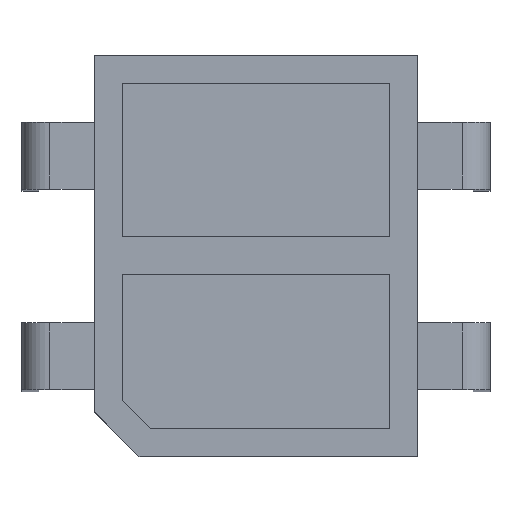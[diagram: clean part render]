
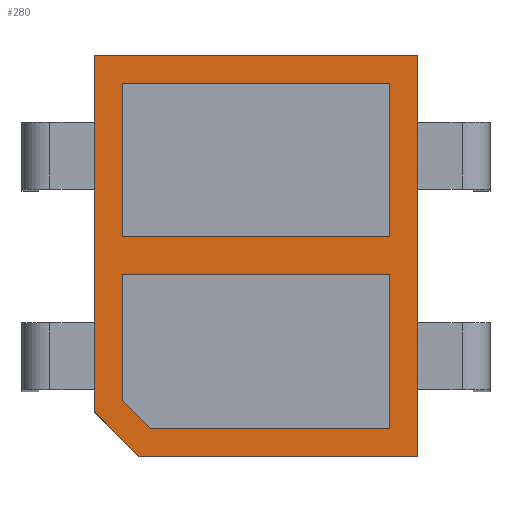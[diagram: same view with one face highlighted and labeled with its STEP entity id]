
A CAD part, top view. The second image highlights one B-rep face of the part: STEP entity #280.
In plain terms, the highlighted planar face has unit normal (0, 0, 1).
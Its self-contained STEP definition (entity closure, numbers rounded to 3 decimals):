
#60=VERTEX_POINT('NONE',#61);
#61=CARTESIAN_POINT('',(-1.45,-1.4,0.85));
#67=EDGE_CURVE('NONE',#60,#68,#70,.F.);
#68=VERTEX_POINT('NONE',#69);
#69=CARTESIAN_POINT('',(-1.45,1.8,0.85));
#70=LINE('',#71,#72);
#71=CARTESIAN_POINT('',(-1.45,-1.8,0.85));
#72=VECTOR('',#73,1.0);
#73=DIRECTION('',(0.0,-1.0,0.0));
#168=VERTEX_POINT('NONE',#169);
#169=CARTESIAN_POINT('',(1.45,1.8,0.85));
#175=EDGE_CURVE('NONE',#168,#176,#178,.F.);
#176=VERTEX_POINT('NONE',#177);
#177=CARTESIAN_POINT('',(1.45,-1.8,0.85));
#178=LINE('',#179,#180);
#179=CARTESIAN_POINT('',(1.45,-1.8,0.85));
#180=VECTOR('',#181,1.0);
#181=DIRECTION('',(0.0,1.0,0.0));
#238=EDGE_CURVE('NONE',#68,#168,#239,.F.);
#239=LINE('',#240,#241);
#240=CARTESIAN_POINT('',(-1.45,1.8,0.85));
#241=VECTOR('',#242,1.0);
#242=DIRECTION('',(-1.0,0.0,0.0));
#253=EDGE_CURVE('NONE',#176,#254,#256,.F.);
#254=VERTEX_POINT('NONE',#255);
#255=CARTESIAN_POINT('',(-1.05,-1.8,0.85));
#256=LINE('',#257,#258);
#257=CARTESIAN_POINT('',(-1.45,-1.8,0.85));
#258=VECTOR('',#259,1.0);
#259=DIRECTION('',(1.0,0.0,0.0));
#280=ADVANCED_FACE('NONE',(#281,#315,#357),#369,.F.);
#281=FACE_BOUND('NONE',#282,.T.);
#282=EDGE_LOOP('',(#283,#293,#301,#309));
#283=ORIENTED_EDGE('',*,*,#284,.T.);
#284=EDGE_CURVE('NONE',#285,#287,#289,.F.);
#285=VERTEX_POINT('NONE',#286);
#286=CARTESIAN_POINT('',(-1.2,1.55,0.85));
#287=VERTEX_POINT('NONE',#288);
#288=CARTESIAN_POINT('',(1.2,1.55,0.85));
#289=LINE('',#290,#291);
#290=CARTESIAN_POINT('',(-1.2,1.55,0.85));
#291=VECTOR('',#292,1.0);
#292=DIRECTION('',(-1.0,0.0,0.0));
#293=ORIENTED_EDGE('',*,*,#294,.T.);
#294=EDGE_CURVE('NONE',#287,#295,#297,.F.);
#295=VERTEX_POINT('NONE',#296);
#296=CARTESIAN_POINT('',(1.2,0.17,0.85));
#297=LINE('',#298,#299);
#298=CARTESIAN_POINT('',(1.2,0.17,0.85));
#299=VECTOR('',#300,1.0);
#300=DIRECTION('',(0.0,1.0,0.0));
#301=ORIENTED_EDGE('',*,*,#302,.T.);
#302=EDGE_CURVE('NONE',#295,#303,#305,.F.);
#303=VERTEX_POINT('NONE',#304);
#304=CARTESIAN_POINT('',(-1.2,0.17,0.85));
#305=LINE('',#306,#307);
#306=CARTESIAN_POINT('',(-1.2,0.17,0.85));
#307=VECTOR('',#308,1.0);
#308=DIRECTION('',(1.0,0.,0.0));
#309=ORIENTED_EDGE('',*,*,#310,.T.);
#310=EDGE_CURVE('NONE',#303,#285,#311,.F.);
#311=LINE('',#312,#313);
#312=CARTESIAN_POINT('',(-1.2,0.17,0.85));
#313=VECTOR('',#314,1.0);
#314=DIRECTION('',(0.0,-1.0,0.0));
#315=FACE_BOUND('NONE',#316,.T.);
#316=EDGE_LOOP('',(#317,#327,#335,#343,#351));
#317=ORIENTED_EDGE('',*,*,#318,.T.);
#318=EDGE_CURVE('NONE',#319,#321,#323,.F.);
#319=VERTEX_POINT('NONE',#320);
#320=CARTESIAN_POINT('',(-1.2,-0.17,0.85));
#321=VERTEX_POINT('NONE',#322);
#322=CARTESIAN_POINT('',(1.2,-0.17,0.85));
#323=LINE('',#324,#325);
#324=CARTESIAN_POINT('',(-1.2,-0.17,0.85));
#325=VECTOR('',#326,1.0);
#326=DIRECTION('',(-1.0,0.,0.0));
#327=ORIENTED_EDGE('',*,*,#328,.T.);
#328=EDGE_CURVE('NONE',#321,#329,#331,.F.);
#329=VERTEX_POINT('NONE',#330);
#330=CARTESIAN_POINT('',(1.2,-1.55,0.85));
#331=LINE('',#332,#333);
#332=CARTESIAN_POINT('',(1.2,-1.55,0.85));
#333=VECTOR('',#334,1.0);
#334=DIRECTION('',(0.0,1.0,0.0));
#335=ORIENTED_EDGE('',*,*,#336,.T.);
#336=EDGE_CURVE('NONE',#329,#337,#339,.F.);
#337=VERTEX_POINT('NONE',#338);
#338=CARTESIAN_POINT('',(-0.946,-1.55,0.85));
#339=LINE('',#340,#341);
#340=CARTESIAN_POINT('',(-0.946,-1.55,0.85));
#341=VECTOR('',#342,1.0);
#342=DIRECTION('',(1.0,0.0,0.0));
#343=ORIENTED_EDGE('',*,*,#344,.T.);
#344=EDGE_CURVE('NONE',#337,#345,#347,.F.);
#345=VERTEX_POINT('NONE',#346);
#346=CARTESIAN_POINT('',(-1.2,-1.296,0.85));
#347=LINE('',#348,#349);
#348=CARTESIAN_POINT('',(-1.2,-1.296,0.85));
#349=VECTOR('',#350,1.0);
#350=DIRECTION('',(0.707,-0.707,0.0));
#351=ORIENTED_EDGE('',*,*,#352,.T.);
#352=EDGE_CURVE('NONE',#345,#319,#353,.F.);
#353=LINE('',#354,#355);
#354=CARTESIAN_POINT('',(-1.2,-1.296,0.85));
#355=VECTOR('',#356,1.0);
#356=DIRECTION('',(0.0,-1.0,0.0));
#357=FACE_BOUND('NONE',#358,.T.);
#358=EDGE_LOOP('',(#359,#360,#366,#367,#368));
#359=ORIENTED_EDGE('',*,*,#67,.F.);
#360=ORIENTED_EDGE('',*,*,#361,.T.);
#361=EDGE_CURVE('NONE',#60,#254,#362,.T.);
#362=LINE('',#363,#364);
#363=CARTESIAN_POINT('',(-1.05,-1.8,0.85));
#364=VECTOR('',#365,1.0);
#365=DIRECTION('',(0.707,-0.707,0.0));
#366=ORIENTED_EDGE('',*,*,#253,.F.);
#367=ORIENTED_EDGE('',*,*,#175,.F.);
#368=ORIENTED_EDGE('',*,*,#238,.F.);
#369=PLANE('',#370);
#370=AXIS2_PLACEMENT_3D('',#371,#372,#373);
#371=CARTESIAN_POINT('',(0.0,0.0,0.85));
#372=DIRECTION('',(0.0,0.0,-1.0));
#373=DIRECTION('',(-1.0,0.0,0.0));
